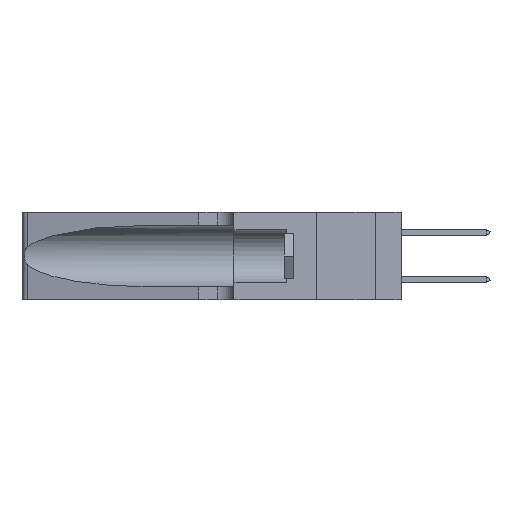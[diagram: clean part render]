
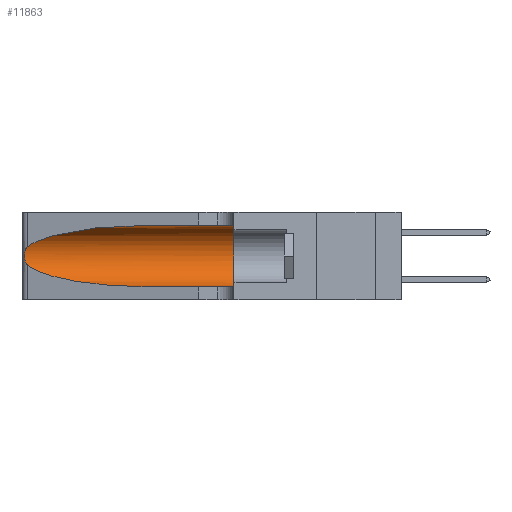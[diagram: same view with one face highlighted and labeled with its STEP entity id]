
A CAD part, left-side view. The second image highlights one B-rep face of the part: STEP entity #11863.
In plain terms, the highlighted cylindrical face has radius 3.308 mm (diameter 6.617 mm), a partial arc.
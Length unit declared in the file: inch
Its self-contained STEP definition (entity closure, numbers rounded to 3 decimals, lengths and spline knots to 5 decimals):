
#303 = CARTESIAN_POINT ( 'NONE',  ( 0.25487, 1.22718, 0.14631 ) ) ;
#537 = CARTESIAN_POINT ( 'NONE',  ( 0.25487, 1.22718, 0.14631 ) ) ;
#554 = CARTESIAN_POINT ( 'NONE',  ( 0.1305, 0.72297, 0.31525 ) ) ;
#827 =( BOUNDED_CURVE ( )  B_SPLINE_CURVE ( 3, ( #9102, #17093, #16922, #7548 ),
 .UNSPECIFIED., .F., .F. ) 
 B_SPLINE_CURVE_WITH_KNOTS ( ( 4, 4 ),
 ( 1.5708, 2.84003 ),
 .UNSPECIFIED. ) 
 CURVE ( )  GEOMETRIC_REPRESENTATION_ITEM ( )  RATIONAL_B_SPLINE_CURVE ( ( 1., 0.87, 0.87, 1. ) ) 
 REPRESENTATION_ITEM ( '' )  );
#1240 = CARTESIAN_POINT ( 'NONE',  ( 0.25487, 1.22718, 0.14631 ) ) ;
#1691 = ORIENTED_EDGE ( 'NONE', *, *, #19174, .T. ) ;
#2097 = VECTOR ( 'NONE', #3352, 39.37008 ) ;
#2099 = EDGE_CURVE ( 'NONE', #18226, #2253, #8402, .T. ) ;
#2253 = VERTEX_POINT ( 'NONE', #4812 ) ;
#2448 = CARTESIAN_POINT ( 'NONE',  ( 0.25487, 1.22718, 0.22369 ) ) ;
#3352 = DIRECTION ( 'NONE',  ( 0., -1., 0. ) ) ;
#4391 = VERTEX_POINT ( 'NONE', #2448 ) ;
#4812 = CARTESIAN_POINT ( 'NONE',  ( 0.1305, 0.35, 0.31525 ) ) ;
#5163 = CARTESIAN_POINT ( 'NONE',  ( 0.26075, 1.23896, 0.19203 ) ) ;
#5225 = DIRECTION ( 'NONE',  ( 0., -1., 0. ) ) ;
#6266 = DIRECTION ( 'NONE',  ( 0., 0., 1. ) ) ;
#7187 = CARTESIAN_POINT ( 'NONE',  ( 0.25856, 1.23593, 0.16098 ) ) ;
#7451 = CARTESIAN_POINT ( 'NONE',  ( 0.25487, 1.22718, 0.22369 ) ) ;
#7548 = CARTESIAN_POINT ( 'NONE',  ( 0.25487, 1.22718, 0.22369 ) ) ;
#7903 = CARTESIAN_POINT ( 'NONE',  ( 0.1305, 0.35, 0.05475 ) ) ;
#7911 = B_SPLINE_CURVE_WITH_KNOTS ( 'NONE', 3,
 ( #7451, #21316, #9194, #23327, #25371, #13247, #5163, #19347, #13327, #7187, #21399, #9276, #23410, #1240 ),
 .UNSPECIFIED., .F., .F.,
 ( 4, 2, 2, 2, 2, 2, 4 ),
 ( 0., 0.00027, 0.00053, 0.00107, 0.0016, 0.00187, 0.00214 ),
 .UNSPECIFIED. ) ;
#8402 = LINE ( 'NONE', #8975, #25851 ) ;
#8975 = CARTESIAN_POINT ( 'NONE',  ( 0.1305, 1.61858, 0.31525 ) ) ;
#9102 = CARTESIAN_POINT ( 'NONE',  ( 0.1305, 0.72297, 0.31525 ) ) ;
#9194 = CARTESIAN_POINT ( 'NONE',  ( 0.25639, 1.23184, 0.21858 ) ) ;
#9276 = CARTESIAN_POINT ( 'NONE',  ( 0.25639, 1.23186, 0.15144 ) ) ;
#9932 = EDGE_LOOP ( 'NONE', ( #1691, #14286, #23617, #25438, #25735, #15069 ) ) ;
#10512 = DIRECTION ( 'NONE',  ( 0., 0., -1. ) ) ;
#10871 = CARTESIAN_POINT ( 'NONE',  ( 0.18966, 0.96281, 0.05475 ) ) ;
#11309 = CARTESIAN_POINT ( 'NONE',  ( 0.1305, 1.61858, 0.05475 ) ) ;
#11863 = ADVANCED_FACE ( 'NONE', ( #17780 ), #16217, .F. ) ;
#12031 = VERTEX_POINT ( 'NONE', #7903 ) ;
#13247 = CARTESIAN_POINT ( 'NONE',  ( 0.26018, 1.23835, 0.19895 ) ) ;
#13327 = CARTESIAN_POINT ( 'NONE',  ( 0.26017, 1.23833, 0.17102 ) ) ;
#14286 = ORIENTED_EDGE ( 'NONE', *, *, #21252, .T. ) ;
#14334 = DIRECTION ( 'NONE',  ( 0., 1., 0. ) ) ;
#14395 = AXIS2_PLACEMENT_3D ( 'NONE', #18557, #24779, #10512 ) ;
#15069 = ORIENTED_EDGE ( 'NONE', *, *, #2099, .F. ) ;
#16217 = CYLINDRICAL_SURFACE ( 'NONE', #14395, 0.13025 ) ;
#16348 = VERTEX_POINT ( 'NONE', #303 ) ;
#16816 =( BOUNDED_CURVE ( )  B_SPLINE_CURVE ( 3, ( #537, #20799, #10871, #21080 ),
 .UNSPECIFIED., .F., .F. ) 
 B_SPLINE_CURVE_WITH_KNOTS ( ( 4, 4 ),
 ( 3.44316, 4.71239 ),
 .UNSPECIFIED. ) 
 CURVE ( )  GEOMETRIC_REPRESENTATION_ITEM ( )  RATIONAL_B_SPLINE_CURVE ( ( 1., 0.87, 0.87, 1. ) ) 
 REPRESENTATION_ITEM ( '' )  );
#16922 = CARTESIAN_POINT ( 'NONE',  ( 0.2373, 1.15595, 0.28018 ) ) ;
#17093 = CARTESIAN_POINT ( 'NONE',  ( 0.18966, 0.96281, 0.31525 ) ) ;
#17780 = FACE_OUTER_BOUND ( 'NONE', #9932, .T. ) ;
#17964 = EDGE_CURVE ( 'NONE', #24595, #12031, #21397, .T. ) ;
#18210 = EDGE_CURVE ( 'NONE', #2253, #12031, #23878, .T. ) ;
#18226 = VERTEX_POINT ( 'NONE', #554 ) ;
#18557 = CARTESIAN_POINT ( 'NONE',  ( 0.1305, 1.61858, 0.185 ) ) ;
#19174 = EDGE_CURVE ( 'NONE', #18226, #4391, #827, .T. ) ;
#19347 = CARTESIAN_POINT ( 'NONE',  ( 0.26075, 1.23896, 0.178 ) ) ;
#19580 = AXIS2_PLACEMENT_3D ( 'NONE', #20540, #14334, #6266 ) ;
#20334 = EDGE_CURVE ( 'NONE', #16348, #24595, #16816, .T. ) ;
#20540 = CARTESIAN_POINT ( 'NONE',  ( 0.1305, 0.35, 0.185 ) ) ;
#20799 = CARTESIAN_POINT ( 'NONE',  ( 0.2373, 1.15595, 0.08982 ) ) ;
#21080 = CARTESIAN_POINT ( 'NONE',  ( 0.1305, 0.72297, 0.05475 ) ) ;
#21252 = EDGE_CURVE ( 'NONE', #4391, #16348, #7911, .T. ) ;
#21316 = CARTESIAN_POINT ( 'NONE',  ( 0.25555, 1.22994, 0.2215 ) ) ;
#21397 = LINE ( 'NONE', #11309, #2097 ) ;
#21399 = CARTESIAN_POINT ( 'NONE',  ( 0.25789, 1.23486, 0.15765 ) ) ;
#23327 = CARTESIAN_POINT ( 'NONE',  ( 0.25787, 1.23484, 0.2124 ) ) ;
#23410 = CARTESIAN_POINT ( 'NONE',  ( 0.25555, 1.22993, 0.14849 ) ) ;
#23617 = ORIENTED_EDGE ( 'NONE', *, *, #20334, .T. ) ;
#23878 = CIRCLE ( 'NONE', #19580, 0.13025 ) ;
#24150 = CARTESIAN_POINT ( 'NONE',  ( 0.1305, 0.72297, 0.05475 ) ) ;
#24595 = VERTEX_POINT ( 'NONE', #24150 ) ;
#24779 = DIRECTION ( 'NONE',  ( 0., -1., 0. ) ) ;
#25371 = CARTESIAN_POINT ( 'NONE',  ( 0.25854, 1.2359, 0.20912 ) ) ;
#25438 = ORIENTED_EDGE ( 'NONE', *, *, #17964, .T. ) ;
#25735 = ORIENTED_EDGE ( 'NONE', *, *, #18210, .F. ) ;
#25851 = VECTOR ( 'NONE', #5225, 39.37008 ) ;
